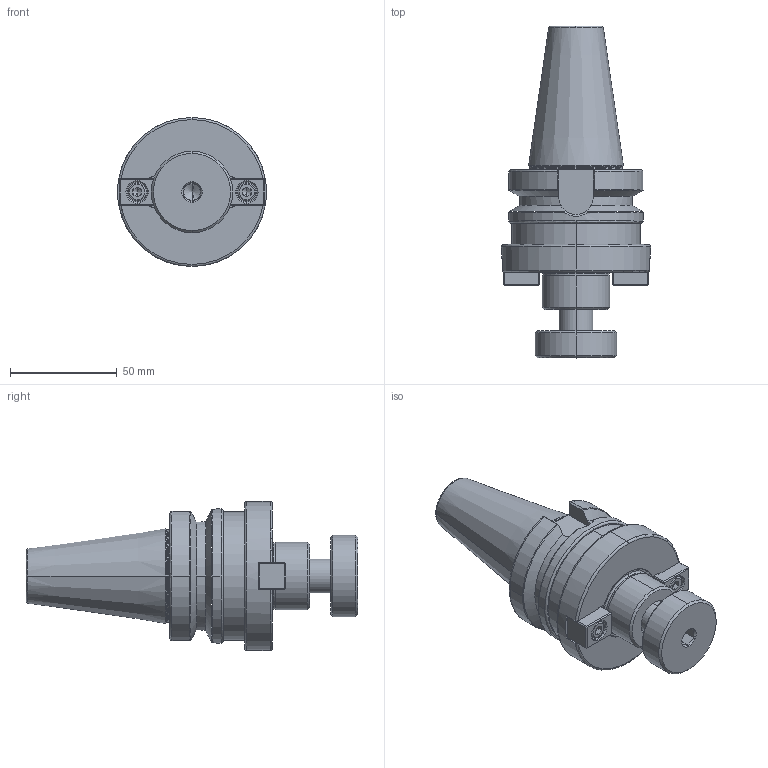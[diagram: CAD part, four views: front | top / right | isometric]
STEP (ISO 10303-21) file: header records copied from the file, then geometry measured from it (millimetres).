
FILE_DESCRIPTION (( 'STEP AP203' ), '1' );
FILE_NAME ('BT40-FMA1.25in-50.STEP', '2021-01-11T03:39:44', ( '微软用户' ), ( '微软中国' ), 'SwSTEP 2.0', 'SolidWorks 2016', '' );
FILE_SCHEMA (( 'CONFIG_CONTROL_DESIGN' ));
Length unit declared in the file: millimetre
Products named in the file (5): BT40-FMA31.75-50; 5-8-18UNF-2A; 31.75源; hexagon socket head cap screws gb_GB_FASTENER_SCREWS_HSHCS M5X12-N; BT40-FMA1.25in-50
Assembly tree (6 placements, depth 2):
  BT40-FMA1.25in-50
    BT40-FMA31.75-50
    31.75源  x2
    5-8-18UNF-2A
    hexagon socket head cap screws gb_GB_FASTENER_SCREWS_HSHCS M5X12-N  x2
Bounding box: 69.85 x 155.55 x 69.85 mm (x, y, z)
Volume: 223683.8 mm3; surface area: 42115.4 mm2
Topology: 6 solids, 6 shells, 288 faces, 674 edges, 400 vertices
Faces by surface type: plane 131, cone 60, cylinder 60, bspline 26, torus 11
Entity records: 8954 total; most frequent: CARTESIAN_POINT 3197, DIRECTION 1102, ORIENTED_EDGE 1076, EDGE_CURVE 538, AXIS2_PLACEMENT_3D 425, VERTEX_POINT 331, LINE 252, VECTOR 252
